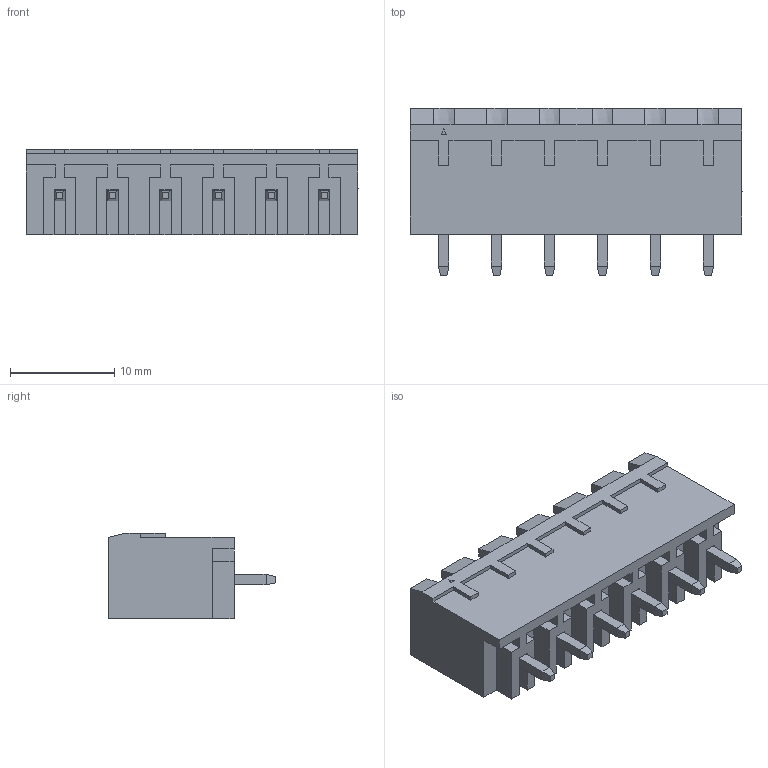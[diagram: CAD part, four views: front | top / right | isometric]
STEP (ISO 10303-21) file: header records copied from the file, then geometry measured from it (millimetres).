
FILE_DESCRIPTION (( 'STEP AP214' ), '1' );
FILE_NAME ('2EDGVC-5.08-06P-14-00AH.STEP', '2021-02-13T22:11:40', ( '' ), ( '' ), 'SwSTEP 2.0', 'SolidWorks 2020', '' );
FILE_SCHEMA (( 'AUTOMOTIVE_DESIGN' ));
Length unit declared in the file: millimetre
Products named in the file (1): 2EDGVC-5.08-06P-14-00AH
Bounding box: 31.88 x 16.1 x 8.2 mm (x, y, z)
Volume: 1350.4 mm3; surface area: 2781.8 mm2
Topology: 1 solids, 1 shells, 647 faces, 1725 edges, 1122 vertices
Faces by surface type: plane 461, bspline 150, cone 18, cylinder 18
Entity records: 31776 total; most frequent: CARTESIAN_POINT 12465, ORIENTED_EDGE 3450, DIRECTION 2499, EDGE_CURVE 1725, VECTOR 1323, LINE 1323, VERTEX_POINT 1122, EDGE_LOOP 689
